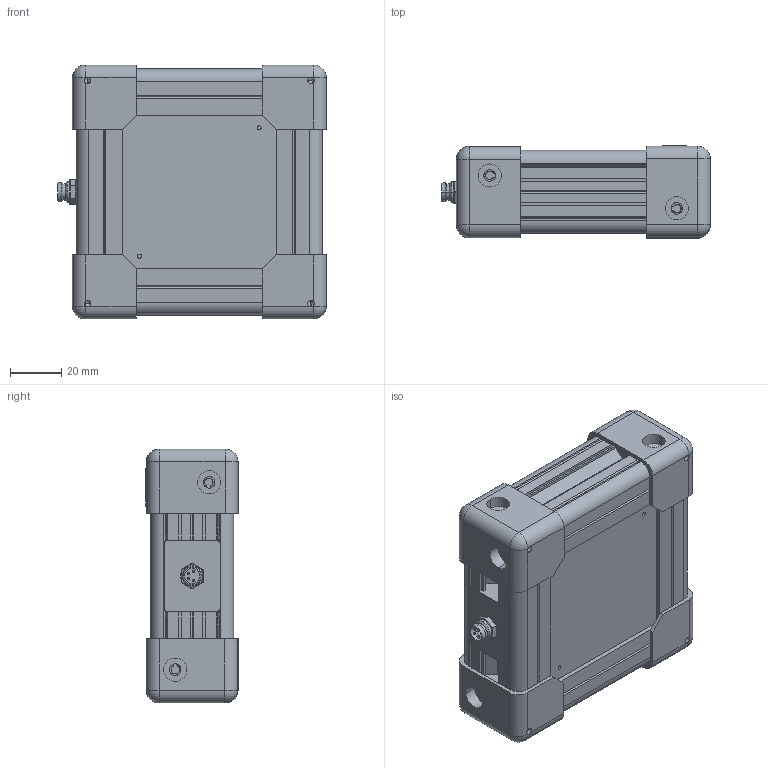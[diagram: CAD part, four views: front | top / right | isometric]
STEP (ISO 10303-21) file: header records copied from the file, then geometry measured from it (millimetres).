
FILE_DESCRIPTION (( 'STEP AP214' ), '1' );
FILE_NAME ('LTBC054054 ASSEM.STEP', '2019-04-12T04:54:57', ( '' ), ( '' ), 'SwSTEP 2.0', 'SolidWorks 2018', '' );
FILE_SCHEMA (( 'AUTOMOTIVE_DESIGN' ));
Length unit declared in the file: millimetre
Products named in the file (13): LTBC054054 ASSEM; MBBX-00-60X60-X-X-24V-EXTRUSION CABLE HOLE; MBBX-00-240X240-X-X-24V-CONNECTOR HOLDER; MBBX-00-240X240-X-X-24V-07(REV03)-STOPPER WITH LOGO; INST-M8PM04FS-nut; MBBX-00-60X60-X-X-24V-PERSPEX 2MM; MBBX-00-60X60-X-X-24V-BASE PLATE; MBBX-PCB SIZE(60X60); MBBX-PCB-SMD WHITE(BHLX3); INST-M8PM04FS; MBBX-00-60X60-X-X-24V-EXTRUSION; MBBX-PCB(60X60); MBBX-00-240X240-X-X-24V-03(REV06)-STOPPER
Assembly tree (123 placements, depth 3):
  LTBC054054 ASSEM
    MBBX-00-60X60-X-X-24V-BASE PLATE
    MBBX-PCB(60X60)
      MBBX-PCB SIZE(60X60)
      MBBX-PCB-SMD WHITE(BHLX3)  x108
    MBBX-00-60X60-X-X-24V-EXTRUSION CABLE HOLE
    MBBX-00-60X60-X-X-24V-EXTRUSION  x3
    MBBX-00-240X240-X-X-24V-03(REV06)-STOPPER  x3
    MBBX-00-240X240-X-X-24V-07(REV03)-STOPPER WITH LOGO
    MBBX-00-60X60-X-X-24V-PERSPEX 2MM
    MBBX-00-240X240-X-X-24V-CONNECTOR HOLDER
    INST-M8PM04FS
    INST-M8PM04FS-nut
Bounding box: 104.7 x 35.9 x 99 mm (x, y, z)
Volume: 143001.8 mm3; surface area: 107395.8 mm2
Topology: 127 solids, 127 shells, 1855 faces, 4480 edges, 2896 vertices
Faces by surface type: plane 1329, cylinder 271, bspline 141, cone 70, sphere 40, torus 4
Entity records: 38081 total; most frequent: CARTESIAN_POINT 13007, ORIENTED_EDGE 4764, DIRECTION 4326, EDGE_CURVE 2382, LINE 1636, VECTOR 1636, VERTEX_POINT 1538, AXIS2_PLACEMENT_3D 1345
